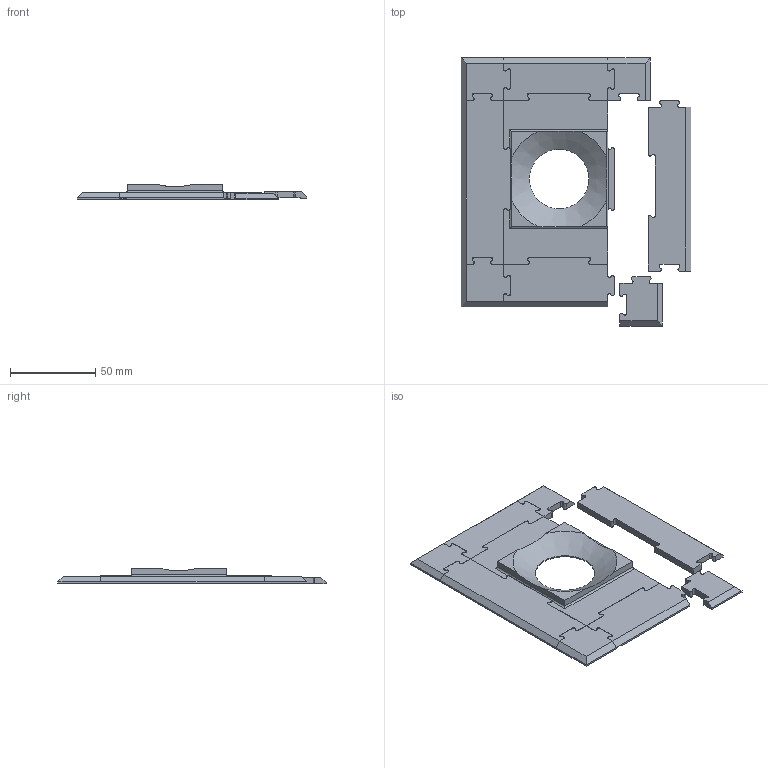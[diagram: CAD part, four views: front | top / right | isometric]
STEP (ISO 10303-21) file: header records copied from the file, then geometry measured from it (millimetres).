
FILE_DESCRIPTION(/* description */ (''),/* implementation_level */ '2;1');
FILE_NAME(/* name */ 'JarBase v9.step',/* time_stamp */ '2022-02-27T14:04:45-05:00',/* author */ (''),/* organization */ (''),/* preprocessor_version */ 'ST-DEVELOPER v18.1',/* originating_system */ 'Autodesk Translation Framework v10.13.0.1454',/* authorisation */ '');
FILE_SCHEMA (('AUTOMOTIVE_DESIGN { 1 0 10303 214 3 1 1 }'));
Length unit declared in the file: millimetre
Products named in the file (10): JarBase; JarBase_1; TopEdge; RIghtEdge; TopRightCorner; BottomEdge; RightBottomCorner; LeftEdge; BottomLeftCorner; TopLeftCorner
Assembly tree (9 placements, depth 2):
  JarBase
    JarBase_1
    TopEdge
    RIghtEdge
    TopRightCorner
    BottomEdge
    RightBottomCorner
    LeftEdge
    BottomLeftCorner
    TopLeftCorner
Bounding box: 134.78 x 157.21 x 9.34 mm (x, y, z)
Volume: 59560.5 mm3; surface area: 37982.7 mm2
Topology: 9 solids, 9 shells, 291 faces, 814 edges, 540 vertices
Faces by surface type: plane 189, cylinder 101, cone 1
Full cylindrical faces by diameter (mm): 35 x1
Entity records: 9698 total; most frequent: CARTESIAN_POINT 1702, DIRECTION 1630, ORIENTED_EDGE 1628, EDGE_CURVE 814, LINE 600, VECTOR 600, VERTEX_POINT 540, AXIS2_PLACEMENT_3D 515
